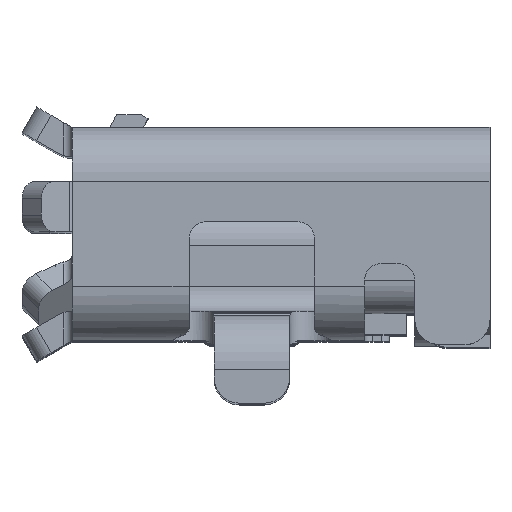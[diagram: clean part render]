
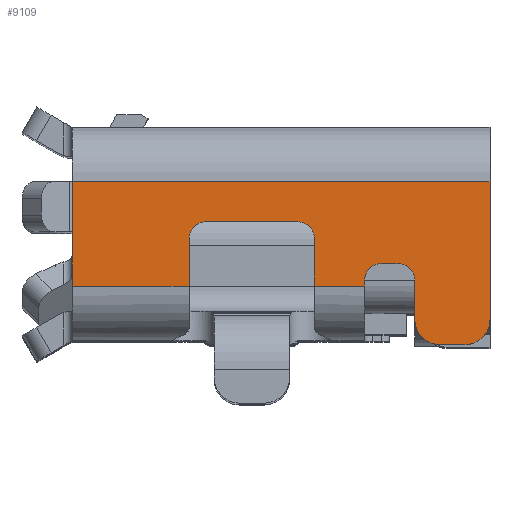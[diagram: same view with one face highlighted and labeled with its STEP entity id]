
A CAD part, top view. The second image highlights one B-rep face of the part: STEP entity #9109.
In plain terms, the highlighted planar face has unit normal (0, 0, 1).
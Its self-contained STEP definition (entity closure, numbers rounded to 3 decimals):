
#518=CARTESIAN_POINT('',(-3.616,0.484,6.23));
#519=VERTEX_POINT('',#518);
#536=CARTESIAN_POINT('',(-3.316,0.484,6.23));
#537=VERTEX_POINT('',#536);
#544=CARTESIAN_POINT('',(-3.616,0.484,6.23));
#545=DIRECTION('',(1.,-0.,-0.));
#546=VECTOR('',#545,0.3);
#547=LINE('',#544,#546);
#548=EDGE_CURVE('',#519,#537,#547,.T.);
#842=CARTESIAN_POINT('',(-4.316,1.454,6.23));
#843=VERTEX_POINT('',#842);
#858=CARTESIAN_POINT('',(-4.116,1.454,6.23));
#859=VERTEX_POINT('',#858);
#866=CARTESIAN_POINT('',(-4.316,1.454,6.23));
#867=DIRECTION('',(1.,-0.,-0.));
#868=VECTOR('',#867,0.2);
#869=LINE('',#866,#868);
#870=EDGE_CURVE('',#843,#859,#869,.T.);
#1513=CARTESIAN_POINT('',(-8.016,2.434,6.23));
#1514=VERTEX_POINT('',#1513);
#1826=CARTESIAN_POINT('',(-8.016,1.834,6.23));
#1827=VERTEX_POINT('',#1826);
#1835=CARTESIAN_POINT('',(-8.016,1.834,6.23));
#1836=DIRECTION('',(0.,1.,-0.));
#1837=VECTOR('',#1836,0.6);
#1838=LINE('',#1835,#1837);
#1839=EDGE_CURVE('',#1827,#1514,#1838,.T.);
#2184=CARTESIAN_POINT('',(-3.916,1.254,6.23));
#2185=VERTEX_POINT('',#2184);
#2192=CARTESIAN_POINT('',(-4.116,1.254,6.23));
#2193=DIRECTION('',(0.,0.,-1.));
#2194=DIRECTION('',(0.,1.,0.));
#2195=AXIS2_PLACEMENT_3D('',#2192,#2193,#2194);
#2196=CIRCLE('',#2195,0.2);
#2197=EDGE_CURVE('',#859,#2185,#2196,.T.);
#2818=CARTESIAN_POINT('',(-4.516,1.254,6.23));
#2819=VERTEX_POINT('',#2818);
#2820=CARTESIAN_POINT('',(-4.316,1.254,6.23));
#2821=DIRECTION('',(-0.,-0.,1.));
#2822=DIRECTION('',(-0.,-1.,-0.));
#2823=AXIS2_PLACEMENT_3D('',#2820,#2821,#2822);
#2824=CIRCLE('',#2823,0.2);
#2825=EDGE_CURVE('',#843,#2819,#2824,.T.);
#5212=CARTESIAN_POINT('',(-4.516,1.184,6.23));
#5213=VERTEX_POINT('',#5212);
#5272=CARTESIAN_POINT('',(-4.516,1.184,6.23));
#5273=DIRECTION('',(0.,1.,0.));
#5274=VECTOR('',#5273,0.07);
#5275=LINE('',#5272,#5274);
#5276=EDGE_CURVE('',#5213,#2819,#5275,.T.);
#5303=CARTESIAN_POINT('',(-5.116,1.184,6.23));
#5304=VERTEX_POINT('',#5303);
#5305=CARTESIAN_POINT('',(-4.516,1.184,6.23));
#5306=DIRECTION('',(-1.,0.,0.));
#5307=VECTOR('',#5306,0.6);
#5308=LINE('',#5305,#5307);
#5309=EDGE_CURVE('',#5213,#5304,#5308,.T.);
#5412=CARTESIAN_POINT('',(-5.116,1.754,6.23));
#5413=VERTEX_POINT('',#5412);
#5414=CARTESIAN_POINT('',(-5.116,1.184,6.23));
#5415=DIRECTION('',(0.,1.,0.));
#5416=VECTOR('',#5415,0.57);
#5417=LINE('',#5414,#5416);
#5418=EDGE_CURVE('',#5304,#5413,#5417,.T.);
#6011=CARTESIAN_POINT('',(-6.616,1.184,6.23));
#6012=VERTEX_POINT('',#6011);
#6020=CARTESIAN_POINT('',(-8.016,1.184,6.23));
#6021=VERTEX_POINT('',#6020);
#6022=CARTESIAN_POINT('',(-6.616,1.184,6.23));
#6023=DIRECTION('',(-1.,0.,0.));
#6024=VECTOR('',#6023,1.4);
#6025=LINE('',#6022,#6024);
#6026=EDGE_CURVE('',#6012,#6021,#6025,.T.);
#6309=CARTESIAN_POINT('',(-6.616,1.754,6.23));
#6310=VERTEX_POINT('',#6309);
#6317=CARTESIAN_POINT('',(-6.616,1.754,6.23));
#6318=DIRECTION('',(-0.,-1.,-0.));
#6319=VECTOR('',#6318,0.57);
#6320=LINE('',#6317,#6319);
#6321=EDGE_CURVE('',#6310,#6012,#6320,.T.);
#7480=CARTESIAN_POINT('',(-3.016,0.784,6.23));
#7481=VERTEX_POINT('',#7480);
#7488=CARTESIAN_POINT('',(-3.316,0.784,6.23));
#7489=DIRECTION('',(-0.,-0.,1.));
#7490=DIRECTION('',(-0.,-1.,-0.));
#7491=AXIS2_PLACEMENT_3D('',#7488,#7489,#7490);
#7492=CIRCLE('',#7491,0.3);
#7493=EDGE_CURVE('',#537,#7481,#7492,.T.);
#7504=CARTESIAN_POINT('',(-3.916,0.784,6.23));
#7505=VERTEX_POINT('',#7504);
#7506=CARTESIAN_POINT('',(-3.616,0.784,6.23));
#7507=DIRECTION('',(0.,0.,-1.));
#7508=DIRECTION('',(0.,1.,0.));
#7509=AXIS2_PLACEMENT_3D('',#7506,#7507,#7508);
#7510=CIRCLE('',#7509,0.3);
#7511=EDGE_CURVE('',#519,#7505,#7510,.T.);
#7792=CARTESIAN_POINT('',(-8.016,1.834,6.23));
#7793=DIRECTION('',(-0.,-1.,-0.));
#7794=VECTOR('',#7793,0.65);
#7795=LINE('',#7792,#7794);
#7796=EDGE_CURVE('',#1827,#6021,#7795,.T.);
#8710=CARTESIAN_POINT('',(-3.016,2.434,6.23));
#8711=VERTEX_POINT('',#8710);
#8712=CARTESIAN_POINT('',(-3.016,2.434,6.23));
#8713=DIRECTION('',(-1.,0.,0.));
#8714=VECTOR('',#8713,5.);
#8715=LINE('',#8712,#8714);
#8716=EDGE_CURVE('',#8711,#1514,#8715,.T.);
#9052=CARTESIAN_POINT('',(-4.516,1.154,6.23));
#9053=DIRECTION('',(0.,0.,1.));
#9054=DIRECTION('',(0.,1.,0.));
#9055=AXIS2_PLACEMENT_3D('',#9052,#9053,#9054);
#9056=PLANE('',#9055);
#9057=ORIENTED_EDGE('',*,*,#7796,.T.);
#9058=ORIENTED_EDGE('',*,*,#6026,.F.);
#9059=ORIENTED_EDGE('',*,*,#6321,.F.);
#9060=CARTESIAN_POINT('',(-6.416,1.954,6.23));
#9061=VERTEX_POINT('',#9060);
#9062=CARTESIAN_POINT('',(-6.416,1.754,6.23));
#9063=DIRECTION('',(0.,0.,-1.));
#9064=DIRECTION('',(-1.,0.,0.));
#9065=AXIS2_PLACEMENT_3D('',#9062,#9063,#9064);
#9066=CIRCLE('',#9065,0.2);
#9067=EDGE_CURVE('',#6310,#9061,#9066,.T.);
#9068=ORIENTED_EDGE('',*,*,#9067,.T.);
#9069=CARTESIAN_POINT('',(-5.316,1.954,6.23));
#9070=VERTEX_POINT('',#9069);
#9071=CARTESIAN_POINT('',(-6.416,1.954,6.23));
#9072=DIRECTION('',(1.,-0.,-0.));
#9073=VECTOR('',#9072,1.1);
#9074=LINE('',#9071,#9073);
#9075=EDGE_CURVE('',#9061,#9070,#9074,.T.);
#9076=ORIENTED_EDGE('',*,*,#9075,.T.);
#9077=CARTESIAN_POINT('',(-5.316,1.754,6.23));
#9078=DIRECTION('',(0.,0.,1.));
#9079=DIRECTION('',(1.,0.,-0.));
#9080=AXIS2_PLACEMENT_3D('',#9077,#9078,#9079);
#9081=CIRCLE('',#9080,0.2);
#9082=EDGE_CURVE('',#5413,#9070,#9081,.T.);
#9083=ORIENTED_EDGE('',*,*,#9082,.F.);
#9084=ORIENTED_EDGE('',*,*,#5418,.F.);
#9085=ORIENTED_EDGE('',*,*,#5309,.F.);
#9086=ORIENTED_EDGE('',*,*,#5276,.T.);
#9087=ORIENTED_EDGE('',*,*,#2825,.F.);
#9088=ORIENTED_EDGE('',*,*,#870,.T.);
#9089=ORIENTED_EDGE('',*,*,#2197,.T.);
#9090=CARTESIAN_POINT('',(-3.916,1.254,6.23));
#9091=DIRECTION('',(-0.,-1.,-0.));
#9092=VECTOR('',#9091,0.47);
#9093=LINE('',#9090,#9092);
#9094=EDGE_CURVE('',#2185,#7505,#9093,.T.);
#9095=ORIENTED_EDGE('',*,*,#9094,.T.);
#9096=ORIENTED_EDGE('',*,*,#7511,.F.);
#9097=ORIENTED_EDGE('',*,*,#548,.T.);
#9098=ORIENTED_EDGE('',*,*,#7493,.T.);
#9099=CARTESIAN_POINT('',(-3.016,2.434,6.23));
#9100=DIRECTION('',(-0.,-1.,-0.));
#9101=VECTOR('',#9100,1.65);
#9102=LINE('',#9099,#9101);
#9103=EDGE_CURVE('',#8711,#7481,#9102,.T.);
#9104=ORIENTED_EDGE('',*,*,#9103,.F.);
#9105=ORIENTED_EDGE('',*,*,#8716,.T.);
#9106=ORIENTED_EDGE('',*,*,#1839,.F.);
#9107=EDGE_LOOP('',(#9057,#9058,#9059,#9068,#9076,#9083,#9084,#9085,#9086,#9087,#9088,#9089,#9095,#9096,#9097,#9098,#9104,#9105,#9106));
#9108=FACE_BOUND('',#9107,.T.);
#9109=ADVANCED_FACE('',(#9108),#9056,.T.);
